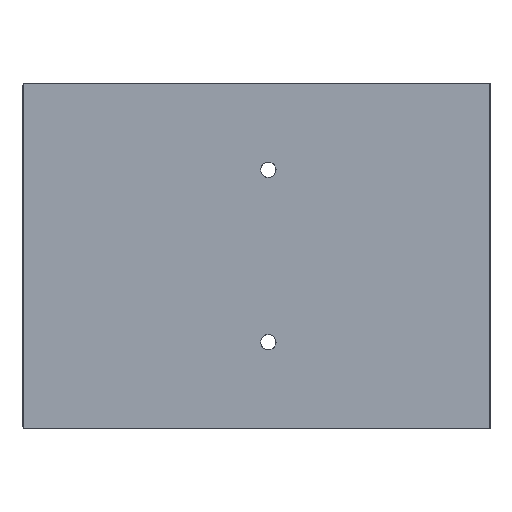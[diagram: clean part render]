
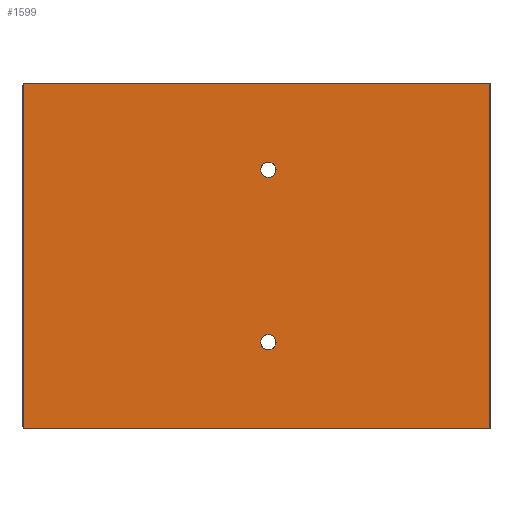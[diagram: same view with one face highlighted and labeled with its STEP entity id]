
A CAD part, left-side view. The second image highlights one B-rep face of the part: STEP entity #1599.
In plain terms, the highlighted planar face has unit normal (-1, 0, 0).
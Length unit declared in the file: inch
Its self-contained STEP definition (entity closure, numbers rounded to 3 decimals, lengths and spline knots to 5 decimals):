
#31 = FACE_OUTER_BOUND ( 'NONE', #681, .T. ) ;
#65 = DIRECTION ( 'NONE',  ( -1., 0., 0. ) ) ;
#67 = EDGE_LOOP ( 'NONE', ( #1543, #1582 ) ) ;
#140 = AXIS2_PLACEMENT_3D ( 'NONE', #2311, #2122, #600 ) ;
#159 = LINE ( 'NONE', #1343, #1491 ) ;
#163 = AXIS2_PLACEMENT_3D ( 'NONE', #2359, #1420, #219 ) ;
#213 = LINE ( 'NONE', #957, #1644 ) ;
#219 = DIRECTION ( 'NONE',  ( 0., 0., 1. ) ) ;
#271 = ORIENTED_EDGE ( 'NONE', *, *, #1458, .F. ) ;
#329 = EDGE_CURVE ( 'NONE', #2088, #1361, #159, .T. ) ;
#364 = ORIENTED_EDGE ( 'NONE', *, *, #2388, .F. ) ;
#556 = CIRCLE ( 'NONE', #711, 0.07812 ) ;
#600 = DIRECTION ( 'NONE',  ( 0., 0., 1. ) ) ;
#634 = DIRECTION ( 'NONE',  ( 1., 0., 0. ) ) ;
#651 = ORIENTED_EDGE ( 'NONE', *, *, #1418, .F. ) ;
#681 = EDGE_LOOP ( 'NONE', ( #2174, #2190, #1258, #651 ) ) ;
#690 = EDGE_LOOP ( 'NONE', ( #271, #364 ) ) ;
#698 = VERTEX_POINT ( 'NONE', #707 ) ;
#707 = CARTESIAN_POINT ( 'NONE',  ( -2.5, -0.1325, -0.95312 ) ) ;
#711 = AXIS2_PLACEMENT_3D ( 'NONE', #1968, #2150, #810 ) ;
#740 = CIRCLE ( 'NONE', #1192, 0.07812 ) ;
#757 = DIRECTION ( 'NONE',  ( 0., 0., -1. ) ) ;
#810 = DIRECTION ( 'NONE',  ( 0., 0., 1. ) ) ;
#826 = PLANE ( 'NONE',  #1085 ) ;
#857 = DIRECTION ( 'NONE',  ( 0., 0., 1. ) ) ;
#877 = VERTEX_POINT ( 'NONE', #2470 ) ;
#955 = CARTESIAN_POINT ( 'NONE',  ( -2.5, -0.1325, -0.79688 ) ) ;
#957 = CARTESIAN_POINT ( 'NONE',  ( -2.5, -2.3825, 1.755 ) ) ;
#984 = CARTESIAN_POINT ( 'NONE',  ( -2.5, -2.3825, -1.755 ) ) ;
#1057 = FACE_BOUND ( 'NONE', #67, .T. ) ;
#1085 = AXIS2_PLACEMENT_3D ( 'NONE', #1597, #634, #1610 ) ;
#1147 = CARTESIAN_POINT ( 'NONE',  ( -2.5, 2.3675, -1.755 ) ) ;
#1166 = CIRCLE ( 'NONE', #140, 0.07812 ) ;
#1192 = AXIS2_PLACEMENT_3D ( 'NONE', #1819, #65, #857 ) ;
#1237 = EDGE_CURVE ( 'NONE', #2088, #2441, #1498, .T. ) ;
#1241 = EDGE_CURVE ( 'NONE', #2441, #1517, #2481, .T. ) ;
#1258 = ORIENTED_EDGE ( 'NONE', *, *, #1241, .T. ) ;
#1311 = DIRECTION ( 'NONE',  ( 0., -1., 0. ) ) ;
#1343 = CARTESIAN_POINT ( 'NONE',  ( -2.5, 2.3675, 1.755 ) ) ;
#1361 = VERTEX_POINT ( 'NONE', #1965 ) ;
#1418 = EDGE_CURVE ( 'NONE', #1361, #1517, #213, .T. ) ;
#1419 = VECTOR ( 'NONE', #757, 39.37008 ) ;
#1420 = DIRECTION ( 'NONE',  ( -1., 0., 0. ) ) ;
#1458 = EDGE_CURVE ( 'NONE', #1946, #877, #1166, .T. ) ;
#1479 = EDGE_CURVE ( 'NONE', #698, #1802, #556, .T. ) ;
#1491 = VECTOR ( 'NONE', #1924, 39.37008 ) ;
#1498 = LINE ( 'NONE', #2108, #1419 ) ;
#1517 = VERTEX_POINT ( 'NONE', #984 ) ;
#1543 = ORIENTED_EDGE ( 'NONE', *, *, #1957, .F. ) ;
#1564 = DIRECTION ( 'NONE',  ( 0., 0., -1. ) ) ;
#1582 = ORIENTED_EDGE ( 'NONE', *, *, #1479, .F. ) ;
#1597 = CARTESIAN_POINT ( 'NONE',  ( -2.5, 2.3675, 1.755 ) ) ;
#1599 = ADVANCED_FACE ( 'NONE', ( #1057, #2004, #31 ), #826, .F. ) ;
#1610 = DIRECTION ( 'NONE',  ( 0., 1., 0. ) ) ;
#1644 = VECTOR ( 'NONE', #1564, 39.37008 ) ;
#1802 = VERTEX_POINT ( 'NONE', #955 ) ;
#1819 = CARTESIAN_POINT ( 'NONE',  ( -2.5, -0.1325, -0.875 ) ) ;
#1877 = CIRCLE ( 'NONE', #163, 0.07812 ) ;
#1924 = DIRECTION ( 'NONE',  ( 0., -1., 0. ) ) ;
#1946 = VERTEX_POINT ( 'NONE', #2000 ) ;
#1957 = EDGE_CURVE ( 'NONE', #1802, #698, #740, .T. ) ;
#1965 = CARTESIAN_POINT ( 'NONE',  ( -2.5, -2.3825, 1.755 ) ) ;
#1968 = CARTESIAN_POINT ( 'NONE',  ( -2.5, -0.1325, -0.875 ) ) ;
#2000 = CARTESIAN_POINT ( 'NONE',  ( -2.5, -0.1325, 0.95312 ) ) ;
#2004 = FACE_BOUND ( 'NONE', #690, .T. ) ;
#2088 = VERTEX_POINT ( 'NONE', #2254 ) ;
#2108 = CARTESIAN_POINT ( 'NONE',  ( -2.5, 2.3475, 1.755 ) ) ;
#2122 = DIRECTION ( 'NONE',  ( -1., 0., 0. ) ) ;
#2150 = DIRECTION ( 'NONE',  ( -1., 0., 0. ) ) ;
#2174 = ORIENTED_EDGE ( 'NONE', *, *, #329, .F. ) ;
#2176 = CARTESIAN_POINT ( 'NONE',  ( -2.5, 2.3475, -1.755 ) ) ;
#2190 = ORIENTED_EDGE ( 'NONE', *, *, #1237, .T. ) ;
#2254 = CARTESIAN_POINT ( 'NONE',  ( -2.5, 2.3475, 1.755 ) ) ;
#2311 = CARTESIAN_POINT ( 'NONE',  ( -2.5, -0.1325, 0.875 ) ) ;
#2359 = CARTESIAN_POINT ( 'NONE',  ( -2.5, -0.1325, 0.875 ) ) ;
#2388 = EDGE_CURVE ( 'NONE', #877, #1946, #1877, .T. ) ;
#2441 = VERTEX_POINT ( 'NONE', #2176 ) ;
#2446 = VECTOR ( 'NONE', #1311, 39.37008 ) ;
#2470 = CARTESIAN_POINT ( 'NONE',  ( -2.5, -0.1325, 0.79688 ) ) ;
#2481 = LINE ( 'NONE', #1147, #2446 ) ;
